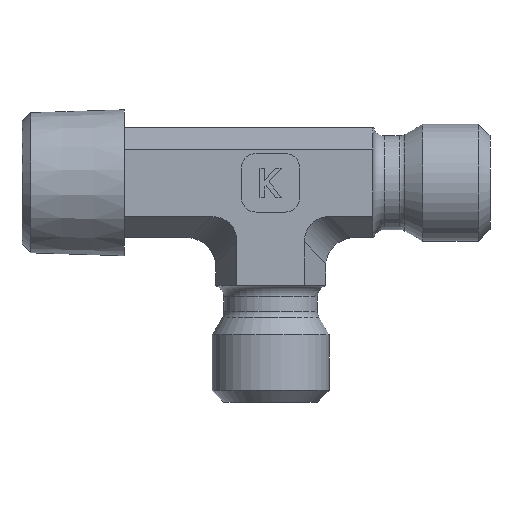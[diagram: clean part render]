
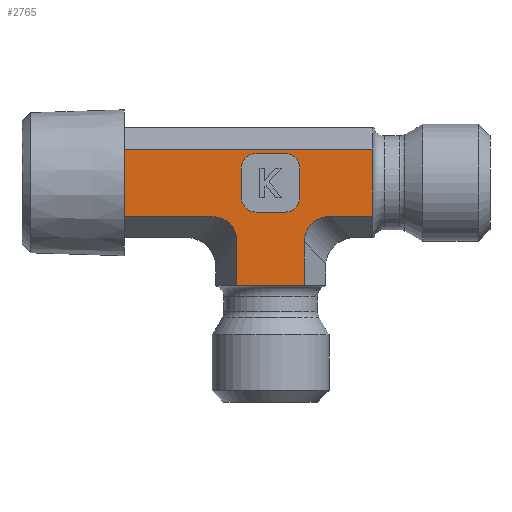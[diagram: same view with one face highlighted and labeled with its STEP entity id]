
A CAD part, left-side view. The second image highlights one B-rep face of the part: STEP entity #2765.
In plain terms, the highlighted planar face has unit normal (-1, 0, 0).
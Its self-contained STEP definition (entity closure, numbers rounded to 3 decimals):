
#367=CARTESIAN_POINT('',(-24.085,9.544,3.0));
#368=VERTEX_POINT('',#367);
#691=CARTESIAN_POINT('',(-24.085,11.853,3.0));
#692=VERTEX_POINT('',#691);
#700=CARTESIAN_POINT('',(-24.085,11.853,3.0));
#701=DIRECTION('',(0.0,-1.0,0.0));
#702=VECTOR('',#701,2.309);
#703=LINE('',#700,#702);
#704=EDGE_CURVE('',#692,#368,#703,.T.);
#714=CARTESIAN_POINT('',(-24.085,7.234,3.0));
#715=VERTEX_POINT('',#714);
#722=CARTESIAN_POINT('',(-24.085,9.544,3.0));
#723=DIRECTION('',(0.0,-1.0,0.0));
#724=VECTOR('',#723,2.309);
#725=LINE('',#722,#724);
#726=EDGE_CURVE('',#368,#715,#725,.T.);
#976=CARTESIAN_POINT('',(-24.085,11.853,5.959));
#977=VERTEX_POINT('',#976);
#978=CARTESIAN_POINT('',(-24.085,11.853,3.0));
#979=DIRECTION('',(0.0,0.0,1.0));
#980=VECTOR('',#979,2.959);
#981=LINE('',#978,#980);
#982=EDGE_CURVE('',#692,#977,#981,.T.);
#1203=CARTESIAN_POINT('',(-24.085,2.544,10.0));
#1204=VERTEX_POINT('',#1203);
#1475=CARTESIAN_POINT('',(-24.085,2.544,7.691));
#1476=VERTEX_POINT('',#1475);
#1484=CARTESIAN_POINT('',(-24.085,2.544,7.691));
#1485=DIRECTION('',(0.0,0.0,1.0));
#1486=VECTOR('',#1485,2.309);
#1487=LINE('',#1484,#1486);
#1488=EDGE_CURVE('',#1476,#1204,#1487,.T.);
#1498=CARTESIAN_POINT('',(-24.085,2.544,12.309));
#1499=VERTEX_POINT('',#1498);
#1506=CARTESIAN_POINT('',(-24.085,2.544,10.0));
#1507=DIRECTION('',(0.0,0.0,1.0));
#1508=VECTOR('',#1507,2.309);
#1509=LINE('',#1506,#1508);
#1510=EDGE_CURVE('',#1204,#1499,#1509,.T.);
#1656=CARTESIAN_POINT('',(-24.085,5.502,7.691));
#1657=VERTEX_POINT('',#1656);
#1658=CARTESIAN_POINT('',(-24.085,5.502,7.691));
#1659=DIRECTION('',(0.0,-1.0,0.0));
#1660=VECTOR('',#1659,2.959);
#1661=LINE('',#1658,#1660);
#1662=EDGE_CURVE('',#1657,#1476,#1661,.T.);
#2150=CARTESIAN_POINT('',(-24.085,13.585,7.691));
#2151=VERTEX_POINT('',#2150);
#2152=CARTESIAN_POINT('',(-24.085,14.163,5.381));
#2153=DIRECTION('',(-1.0,0.0,0.0));
#2154=DIRECTION('',(0.0,-0.707,0.707));
#2155=AXIS2_PLACEMENT_3D('',#2152,#2153,#2154);
#2156=ELLIPSE('',#2155,2.582,2.0);
#2157=EDGE_CURVE('',#977,#2151,#2156,.T.);
#2225=CARTESIAN_POINT('',(-24.085,19.544,7.691));
#2226=VERTEX_POINT('',#2225);
#2227=CARTESIAN_POINT('',(-24.085,13.585,7.691));
#2228=DIRECTION('',(0.0,1.0,0.0));
#2229=VECTOR('',#2228,5.959);
#2230=LINE('',#2227,#2229);
#2231=EDGE_CURVE('',#2151,#2226,#2230,.T.);
#2260=CARTESIAN_POINT('',(-24.085,8.544,8.));
#2261=VERTEX_POINT('',#2260);
#2268=CARTESIAN_POINT('',(-24.085,7.544,9.));
#2269=VERTEX_POINT('',#2268);
#2270=CARTESIAN_POINT('',(-24.085,8.544,9.));
#2271=DIRECTION('',(-1.0,0.0,0.0));
#2272=DIRECTION('',(0.0,-0.707,-0.707));
#2273=AXIS2_PLACEMENT_3D('',#2270,#2271,#2272);
#2274=CIRCLE('',#2273,1.0);
#2275=EDGE_CURVE('',#2261,#2269,#2274,.T.);
#2300=CARTESIAN_POINT('',(-24.085,10.544,8.));
#2301=VERTEX_POINT('',#2300);
#2308=CARTESIAN_POINT('',(-24.085,8.544,8.));
#2309=DIRECTION('',(0.0,1.0,0.0));
#2310=VECTOR('',#2309,2.);
#2311=LINE('',#2308,#2310);
#2312=EDGE_CURVE('',#2261,#2301,#2311,.T.);
#2331=CARTESIAN_POINT('',(-24.085,11.544,9.));
#2332=VERTEX_POINT('',#2331);
#2339=CARTESIAN_POINT('',(-24.085,10.544,9.));
#2340=DIRECTION('',(-1.0,0.0,0.0));
#2341=DIRECTION('',(0.0,0.707,-0.707));
#2342=AXIS2_PLACEMENT_3D('',#2339,#2340,#2341);
#2343=CIRCLE('',#2342,1.0);
#2344=EDGE_CURVE('',#2332,#2301,#2343,.T.);
#2364=CARTESIAN_POINT('',(-24.085,11.544,11.));
#2365=VERTEX_POINT('',#2364);
#2372=CARTESIAN_POINT('',(-24.085,11.544,9.));
#2373=DIRECTION('',(0.0,0.0,1.0));
#2374=VECTOR('',#2373,2.0);
#2375=LINE('',#2372,#2374);
#2376=EDGE_CURVE('',#2332,#2365,#2375,.T.);
#2395=CARTESIAN_POINT('',(-24.085,10.544,12.));
#2396=VERTEX_POINT('',#2395);
#2403=CARTESIAN_POINT('',(-24.085,10.544,11.));
#2404=DIRECTION('',(-1.0,0.0,0.0));
#2405=DIRECTION('',(0.0,0.707,0.707));
#2406=AXIS2_PLACEMENT_3D('',#2403,#2404,#2405);
#2407=CIRCLE('',#2406,1.0);
#2408=EDGE_CURVE('',#2396,#2365,#2407,.T.);
#2428=CARTESIAN_POINT('',(-24.085,8.544,12.));
#2429=VERTEX_POINT('',#2428);
#2436=CARTESIAN_POINT('',(-24.085,10.544,12.));
#2437=DIRECTION('',(0.0,-1.0,0.0));
#2438=VECTOR('',#2437,2.);
#2439=LINE('',#2436,#2438);
#2440=EDGE_CURVE('',#2396,#2429,#2439,.T.);
#2459=CARTESIAN_POINT('',(-24.085,7.544,11.));
#2460=VERTEX_POINT('',#2459);
#2467=CARTESIAN_POINT('',(-24.085,8.544,11.));
#2468=DIRECTION('',(-1.0,0.0,0.0));
#2469=DIRECTION('',(0.0,-0.707,0.707));
#2470=AXIS2_PLACEMENT_3D('',#2467,#2468,#2469);
#2471=CIRCLE('',#2470,1.0);
#2472=EDGE_CURVE('',#2460,#2429,#2471,.T.);
#2519=CARTESIAN_POINT('',(-24.085,7.544,11.));
#2520=DIRECTION('',(0.0,0.0,-1.0));
#2521=VECTOR('',#2520,2.0);
#2522=LINE('',#2519,#2521);
#2523=EDGE_CURVE('',#2460,#2269,#2522,.T.);
#2538=CARTESIAN_POINT('',(-24.085,19.544,12.309));
#2539=VERTEX_POINT('',#2538);
#2557=CARTESIAN_POINT('',(-24.085,19.544,12.309));
#2558=DIRECTION('',(0.0,0.0,-1.0));
#2559=VECTOR('',#2558,4.619);
#2560=LINE('',#2557,#2559);
#2561=EDGE_CURVE('',#2539,#2226,#2560,.T.);
#2653=CARTESIAN_POINT('',(-24.085,7.234,5.959));
#2654=VERTEX_POINT('',#2653);
#2655=CARTESIAN_POINT('',(-24.085,4.925,5.381));
#2656=DIRECTION('',(-1.0,0.0,0.0));
#2657=DIRECTION('',(0.0,0.707,0.707));
#2658=AXIS2_PLACEMENT_3D('',#2655,#2656,#2657);
#2659=ELLIPSE('',#2658,2.582,2.0);
#2660=EDGE_CURVE('',#1657,#2654,#2659,.T.);
#2695=CARTESIAN_POINT('',(-24.085,7.234,3.0));
#2696=DIRECTION('',(0.0,0.0,1.0));
#2697=VECTOR('',#2696,2.959);
#2698=LINE('',#2695,#2697);
#2699=EDGE_CURVE('',#715,#2654,#2698,.T.);
#2713=CARTESIAN_POINT('',(-24.085,19.544,12.309));
#2714=DIRECTION('',(0.0,-1.0,0.0));
#2715=VECTOR('',#2714,17.0);
#2716=LINE('',#2713,#2715);
#2717=EDGE_CURVE('',#2539,#1499,#2716,.T.);
#2736=CARTESIAN_POINT('',(-24.085,7.234,0.0));
#2737=DIRECTION('',(-1.0,0.0,0.0));
#2738=DIRECTION('',(0.0,0.0,1.0));
#2739=AXIS2_PLACEMENT_3D('',#2736,#2737,#2738);
#2740=PLANE('',#2739);
#2741=ORIENTED_EDGE('',*,*,#726,.T.);
#2742=ORIENTED_EDGE('',*,*,#2699,.T.);
#2743=ORIENTED_EDGE('',*,*,#2660,.F.);
#2744=ORIENTED_EDGE('',*,*,#1662,.T.);
#2745=ORIENTED_EDGE('',*,*,#1488,.T.);
#2746=ORIENTED_EDGE('',*,*,#1510,.T.);
#2747=ORIENTED_EDGE('',*,*,#2717,.F.);
#2748=ORIENTED_EDGE('',*,*,#2561,.T.);
#2749=ORIENTED_EDGE('',*,*,#2231,.F.);
#2750=ORIENTED_EDGE('',*,*,#2157,.F.);
#2751=ORIENTED_EDGE('',*,*,#982,.F.);
#2752=ORIENTED_EDGE('',*,*,#704,.T.);
#2753=EDGE_LOOP('',(#2741,#2742,#2743,#2744,#2745,#2746,#2747,#2748,#2749,#2750,#2751,#2752));
#2754=FACE_OUTER_BOUND('',#2753,.T.);
#2755=ORIENTED_EDGE('',*,*,#2440,.T.);
#2756=ORIENTED_EDGE('',*,*,#2472,.F.);
#2757=ORIENTED_EDGE('',*,*,#2523,.T.);
#2758=ORIENTED_EDGE('',*,*,#2275,.F.);
#2759=ORIENTED_EDGE('',*,*,#2312,.T.);
#2760=ORIENTED_EDGE('',*,*,#2344,.F.);
#2761=ORIENTED_EDGE('',*,*,#2376,.T.);
#2762=ORIENTED_EDGE('',*,*,#2408,.F.);
#2763=EDGE_LOOP('',(#2755,#2756,#2757,#2758,#2759,#2760,#2761,#2762));
#2764=FACE_BOUND('',#2763,.T.);
#2765=ADVANCED_FACE('',(#2754,#2764),#2740,.T.);
